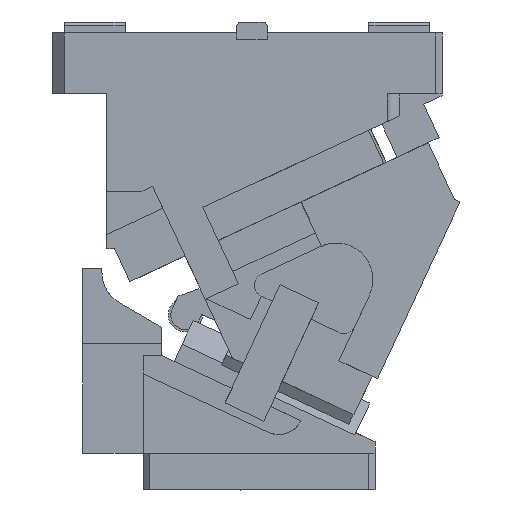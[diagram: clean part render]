
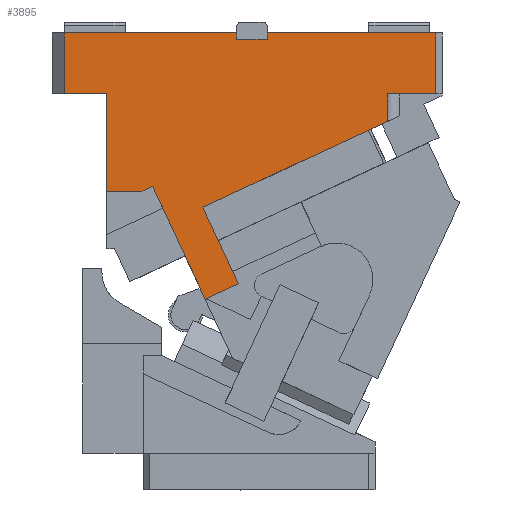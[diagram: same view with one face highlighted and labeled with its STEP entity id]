
A CAD part, front view. The second image highlights one B-rep face of the part: STEP entity #3895.
In plain terms, the highlighted planar face has unit normal (0, -1, 0).
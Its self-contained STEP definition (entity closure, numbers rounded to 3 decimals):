
#3092=CARTESIAN_POINT('Vertex',(-30.,-150.,325.)) ;
#3097=CARTESIAN_POINT('Line Origine',(-47.5,-150.,325.)) ;
#3101=CARTESIAN_POINT('Vertex',(-65.,-150.,325.)) ;
#3413=CARTESIAN_POINT('Vertex',(-65.,-150.,375.)) ;
#3416=CARTESIAN_POINT('Line Origine',(5.755,-150.,375.)) ;
#3420=CARTESIAN_POINT('Vertex',(76.511,-150.,375.)) ;
#3724=CARTESIAN_POINT('Vertex',(-30.,-150.,245.)) ;
#3727=CARTESIAN_POINT('Line Origine',(-30.,-150.,285.)) ;
#3777=CARTESIAN_POINT('Axis2P3D Location',(46.833,-150.,240.268)) ;
#3782=CARTESIAN_POINT('Line Origine',(-65.,-150.,350.)) ;
#3787=CARTESIAN_POINT('Line Origine',(-15.619,-150.,245.)) ;
#3791=CARTESIAN_POINT('Vertex',(-1.237,-150.,245.)) ;
#3794=CARTESIAN_POINT('Line Origine',(3.151,-150.,247.046)) ;
#3798=CARTESIAN_POINT('Vertex',(7.539,-150.,249.093)) ;
#3801=CARTESIAN_POINT('Line Origine',(29.093,-150.,202.871)) ;
#3805=CARTESIAN_POINT('Vertex',(50.646,-150.,156.649)) ;
#3808=CARTESIAN_POINT('Line Origine',(64.241,-150.,162.988)) ;
#3812=CARTESIAN_POINT('Vertex',(77.835,-150.,169.328)) ;
#3815=CARTESIAN_POINT('Line Origine',(63.255,-150.,200.595)) ;
#3819=CARTESIAN_POINT('Vertex',(48.675,-150.,231.863)) ;
#3822=CARTESIAN_POINT('Line Origine',(124.337,-150.,267.145)) ;
#3826=CARTESIAN_POINT('Vertex',(200.,-150.,302.427)) ;
#3829=CARTESIAN_POINT('Line Origine',(200.,-150.,313.714)) ;
#3833=CARTESIAN_POINT('Vertex',(200.,-150.,325.)) ;
#3836=CARTESIAN_POINT('Line Origine',(220.,-150.,325.)) ;
#3840=CARTESIAN_POINT('Vertex',(240.,-150.,325.)) ;
#3843=CARTESIAN_POINT('Line Origine',(240.,-150.,350.)) ;
#3847=CARTESIAN_POINT('Vertex',(240.,-150.,375.)) ;
#3850=CARTESIAN_POINT('Line Origine',(170.755,-150.,375.)) ;
#3854=CARTESIAN_POINT('Vertex',(101.511,-150.,375.)) ;
#3857=CARTESIAN_POINT('Line Origine',(101.511,-150.,372.5)) ;
#3861=CARTESIAN_POINT('Vertex',(101.511,-150.,370.)) ;
#3864=CARTESIAN_POINT('Line Origine',(89.011,-150.,370.)) ;
#3868=CARTESIAN_POINT('Vertex',(76.511,-150.,370.)) ;
#3871=CARTESIAN_POINT('Line Origine',(76.511,-150.,372.5)) ;
#3098=DIRECTION('Vector Direction',(1.,0.,0.)) ;
#3417=DIRECTION('Vector Direction',(1.,0.,0.)) ;
#3728=DIRECTION('Vector Direction',(0.,0.,-1.)) ;
#3778=DIRECTION('Axis2P3D Direction',(-0.,-1.,0.)) ;
#3779=DIRECTION('Axis2P3D XDirection',(-0.996,0.,0.087)) ;
#3783=DIRECTION('Vector Direction',(0.,0.,1.)) ;
#3788=DIRECTION('Vector Direction',(-1.,0.,0.)) ;
#3795=DIRECTION('Vector Direction',(-0.906,0.,-0.423)) ;
#3802=DIRECTION('Vector Direction',(0.423,0.,-0.906)) ;
#3809=DIRECTION('Vector Direction',(-0.906,0.,-0.423)) ;
#3816=DIRECTION('Vector Direction',(-0.423,0.,0.906)) ;
#3823=DIRECTION('Vector Direction',(0.906,0.,0.423)) ;
#3830=DIRECTION('Vector Direction',(0.,0.,1.)) ;
#3837=DIRECTION('Vector Direction',(1.,0.,0.)) ;
#3844=DIRECTION('Vector Direction',(0.,0.,1.)) ;
#3851=DIRECTION('Vector Direction',(1.,0.,0.)) ;
#3858=DIRECTION('Vector Direction',(0.,0.,-1.)) ;
#3865=DIRECTION('Vector Direction',(-1.,0.,0.)) ;
#3872=DIRECTION('Vector Direction',(0.,0.,-1.)) ;
#3780=AXIS2_PLACEMENT_3D('Plane Axis2P3D',#3777,#3778,#3779) ;
#3877=ORIENTED_EDGE('',*,*,#3422,.F.) ;
#3878=ORIENTED_EDGE('',*,*,#3786,.F.) ;
#3879=ORIENTED_EDGE('',*,*,#3103,.T.) ;
#3880=ORIENTED_EDGE('',*,*,#3731,.T.) ;
#3881=ORIENTED_EDGE('',*,*,#3793,.F.) ;
#3882=ORIENTED_EDGE('',*,*,#3800,.F.) ;
#3883=ORIENTED_EDGE('',*,*,#3807,.T.) ;
#3884=ORIENTED_EDGE('',*,*,#3814,.T.) ;
#3885=ORIENTED_EDGE('',*,*,#3821,.T.) ;
#3886=ORIENTED_EDGE('',*,*,#3828,.T.) ;
#3887=ORIENTED_EDGE('',*,*,#3835,.T.) ;
#3888=ORIENTED_EDGE('',*,*,#3842,.T.) ;
#3889=ORIENTED_EDGE('',*,*,#3849,.T.) ;
#3890=ORIENTED_EDGE('',*,*,#3856,.F.) ;
#3891=ORIENTED_EDGE('',*,*,#3863,.T.) ;
#3892=ORIENTED_EDGE('',*,*,#3870,.T.) ;
#3893=ORIENTED_EDGE('',*,*,#3875,.F.) ;
#3099=VECTOR('Line Direction',#3098,1.) ;
#3418=VECTOR('Line Direction',#3417,1.) ;
#3729=VECTOR('Line Direction',#3728,1.) ;
#3784=VECTOR('Line Direction',#3783,1.) ;
#3789=VECTOR('Line Direction',#3788,1.) ;
#3796=VECTOR('Line Direction',#3795,1.) ;
#3803=VECTOR('Line Direction',#3802,1.) ;
#3810=VECTOR('Line Direction',#3809,1.) ;
#3817=VECTOR('Line Direction',#3816,1.) ;
#3824=VECTOR('Line Direction',#3823,1.) ;
#3831=VECTOR('Line Direction',#3830,1.) ;
#3838=VECTOR('Line Direction',#3837,1.) ;
#3845=VECTOR('Line Direction',#3844,1.) ;
#3852=VECTOR('Line Direction',#3851,1.) ;
#3859=VECTOR('Line Direction',#3858,1.) ;
#3866=VECTOR('Line Direction',#3865,1.) ;
#3873=VECTOR('Line Direction',#3872,1.) ;
#3895=ADVANCED_FACE('CAM HOLDER',(#3894),#3781,.T.) ;
#3103=EDGE_CURVE('',#3102,#3093,#3100,.T.) ;
#3422=EDGE_CURVE('',#3414,#3421,#3419,.T.) ;
#3731=EDGE_CURVE('',#3093,#3725,#3730,.T.) ;
#3786=EDGE_CURVE('',#3102,#3414,#3785,.T.) ;
#3793=EDGE_CURVE('',#3792,#3725,#3790,.T.) ;
#3800=EDGE_CURVE('',#3799,#3792,#3797,.T.) ;
#3807=EDGE_CURVE('',#3799,#3806,#3804,.T.) ;
#3814=EDGE_CURVE('',#3806,#3813,#3811,.F.) ;
#3821=EDGE_CURVE('',#3813,#3820,#3818,.T.) ;
#3828=EDGE_CURVE('',#3820,#3827,#3825,.T.) ;
#3835=EDGE_CURVE('',#3827,#3834,#3832,.T.) ;
#3842=EDGE_CURVE('',#3834,#3841,#3839,.T.) ;
#3849=EDGE_CURVE('',#3841,#3848,#3846,.T.) ;
#3856=EDGE_CURVE('',#3855,#3848,#3853,.T.) ;
#3863=EDGE_CURVE('',#3855,#3862,#3860,.T.) ;
#3870=EDGE_CURVE('',#3862,#3869,#3867,.T.) ;
#3875=EDGE_CURVE('',#3421,#3869,#3874,.T.) ;
#3876=EDGE_LOOP('',(#3877,#3878,#3879,#3880,#3881,#3882,#3883,#3884,#3885,#3886,#3887,#3888,#3889,#3890,#3891,#3892,#3893)) ;
#3894=FACE_OUTER_BOUND('',#3876,.T.) ;
#3100=LINE('Line',#3097,#3099) ;
#3419=LINE('Line',#3416,#3418) ;
#3730=LINE('Line',#3727,#3729) ;
#3785=LINE('Line',#3782,#3784) ;
#3790=LINE('Line',#3787,#3789) ;
#3797=LINE('Line',#3794,#3796) ;
#3804=LINE('Line',#3801,#3803) ;
#3811=LINE('Line',#3808,#3810) ;
#3818=LINE('Line',#3815,#3817) ;
#3825=LINE('Line',#3822,#3824) ;
#3832=LINE('Line',#3829,#3831) ;
#3839=LINE('Line',#3836,#3838) ;
#3846=LINE('Line',#3843,#3845) ;
#3853=LINE('Line',#3850,#3852) ;
#3860=LINE('Line',#3857,#3859) ;
#3867=LINE('Line',#3864,#3866) ;
#3874=LINE('Line',#3871,#3873) ;
#3781=PLANE('Plane',#3780) ;
#3093=VERTEX_POINT('',#3092) ;
#3102=VERTEX_POINT('',#3101) ;
#3414=VERTEX_POINT('',#3413) ;
#3421=VERTEX_POINT('',#3420) ;
#3725=VERTEX_POINT('',#3724) ;
#3792=VERTEX_POINT('',#3791) ;
#3799=VERTEX_POINT('',#3798) ;
#3806=VERTEX_POINT('',#3805) ;
#3813=VERTEX_POINT('',#3812) ;
#3820=VERTEX_POINT('',#3819) ;
#3827=VERTEX_POINT('',#3826) ;
#3834=VERTEX_POINT('',#3833) ;
#3841=VERTEX_POINT('',#3840) ;
#3848=VERTEX_POINT('',#3847) ;
#3855=VERTEX_POINT('',#3854) ;
#3862=VERTEX_POINT('',#3861) ;
#3869=VERTEX_POINT('',#3868) ;
